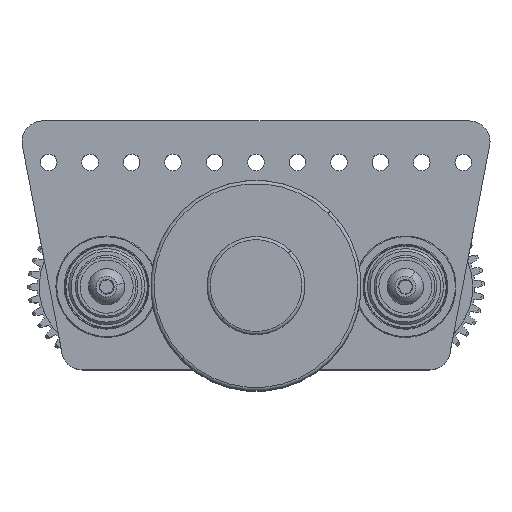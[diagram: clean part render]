
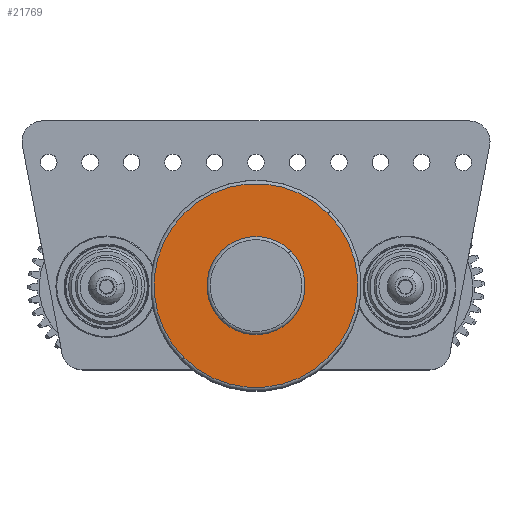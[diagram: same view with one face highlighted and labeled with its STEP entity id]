
A CAD part, top view. The second image highlights one B-rep face of the part: STEP entity #21769.
In plain terms, the highlighted face is planar.
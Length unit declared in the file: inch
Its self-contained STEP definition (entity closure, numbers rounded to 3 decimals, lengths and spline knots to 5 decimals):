
#2284 = DIRECTION ( 'NONE',  ( 0., 0., -1. ) ) ;
#2531 = FACE_BOUND ( 'NONE', #31020, .T. ) ;
#2599 = CARTESIAN_POINT ( 'NONE',  ( 0.17035, 4.303, -3.762 ) ) ;
#7997 = ORIENTED_EDGE ( 'NONE', *, *, #42526, .T. ) ;
#8135 = VERTEX_POINT ( 'NONE', #53775 ) ;
#12309 = AXIS2_PLACEMENT_3D ( 'NONE', #37401, #2284, #56668 ) ;
#12386 = VERTEX_POINT ( 'NONE', #63138 ) ;
#12430 = EDGE_LOOP ( 'NONE', ( #7997, #24347 ) ) ;
#12458 = EDGE_CURVE ( 'NONE', #8135, #53275, #55051, .T. ) ;
#18296 = DIRECTION ( 'NONE',  ( 0., 0., -1. ) ) ;
#18657 = DIRECTION ( 'NONE',  ( 0., 0., -1. ) ) ;
#19005 = VERTEX_POINT ( 'NONE', #2599 ) ;
#20842 = CIRCLE ( 'NONE', #25001, 1.22965 ) ;
#21769 = ADVANCED_FACE ( 'NONE', ( #56598, #2531 ), #41821, .T. ) ;
#23159 = AXIS2_PLACEMENT_3D ( 'NONE', #62177, #43506, #52190 ) ;
#23423 = DIRECTION ( 'NONE',  ( -1., 0., 0. ) ) ;
#24347 = ORIENTED_EDGE ( 'NONE', *, *, #35586, .T. ) ;
#25001 = AXIS2_PLACEMENT_3D ( 'NONE', #62773, #18657, #28020 ) ;
#26727 = AXIS2_PLACEMENT_3D ( 'NONE', #43239, #62861, #56731 ) ;
#28020 = DIRECTION ( 'NONE',  ( -1., 0., 0. ) ) ;
#28297 = CARTESIAN_POINT ( 'NONE',  ( 1.4, 4.303, -3.762 ) ) ;
#30182 = AXIS2_PLACEMENT_3D ( 'NONE', #28297, #18296, #23423 ) ;
#31020 = EDGE_LOOP ( 'NONE', ( #57571, #52620 ) ) ;
#33643 = CARTESIAN_POINT ( 'NONE',  ( 0.808, 4.303, -3.762 ) ) ;
#35586 = EDGE_CURVE ( 'NONE', #12386, #19005, #20842, .T. ) ;
#37401 = CARTESIAN_POINT ( 'NONE',  ( 1.4, 4.303, -3.762 ) ) ;
#41821 = PLANE ( 'NONE',  #30182 ) ;
#42113 = CIRCLE ( 'NONE', #26727, 0.592 ) ;
#42526 = EDGE_CURVE ( 'NONE', #19005, #12386, #61622, .T. ) ;
#43239 = CARTESIAN_POINT ( 'NONE',  ( 1.4, 4.303, -3.762 ) ) ;
#43506 = DIRECTION ( 'NONE',  ( 0., 0., -1. ) ) ;
#52190 = DIRECTION ( 'NONE',  ( -1., 0., 0. ) ) ;
#52620 = ORIENTED_EDGE ( 'NONE', *, *, #62774, .F. ) ;
#53275 = VERTEX_POINT ( 'NONE', #33643 ) ;
#53775 = CARTESIAN_POINT ( 'NONE',  ( 1.992, 4.303, -3.762 ) ) ;
#55051 = CIRCLE ( 'NONE', #23159, 0.592 ) ;
#56598 = FACE_OUTER_BOUND ( 'NONE', #12430, .T. ) ;
#56668 = DIRECTION ( 'NONE',  ( -1., 0., 0. ) ) ;
#56731 = DIRECTION ( 'NONE',  ( -1., 0., 0. ) ) ;
#57571 = ORIENTED_EDGE ( 'NONE', *, *, #12458, .F. ) ;
#61622 = CIRCLE ( 'NONE', #12309, 1.22965 ) ;
#62177 = CARTESIAN_POINT ( 'NONE',  ( 1.4, 4.303, -3.762 ) ) ;
#62773 = CARTESIAN_POINT ( 'NONE',  ( 1.4, 4.303, -3.762 ) ) ;
#62774 = EDGE_CURVE ( 'NONE', #53275, #8135, #42113, .T. ) ;
#62861 = DIRECTION ( 'NONE',  ( 0., 0., -1. ) ) ;
#63138 = CARTESIAN_POINT ( 'NONE',  ( 2.62965, 4.303, -3.762 ) ) ;
